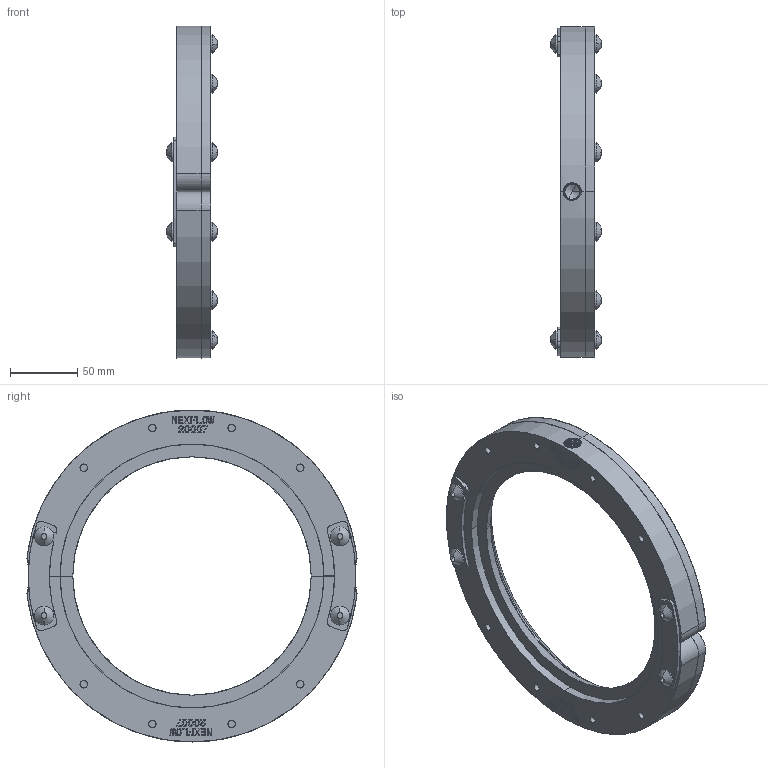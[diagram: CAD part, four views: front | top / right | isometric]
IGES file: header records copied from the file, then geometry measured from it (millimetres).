
Start section: SolidWorks IGES file using analytic representation for surfaces
Global section: file name: 20007.IGS; native system: SolidWorks 2016; preprocessor: SolidWorks 2016; author: CRMJ; date: 230427.095915; units: millimetre
Bounding box: 38.27 x 246.24 x 247.7 mm (x, y, z)
Surface area: 139729.7 mm2 (no closed solid volume)
Topology: 0 solids, 0 shells, 1194 faces, 10750 edges, 10744 vertices
Faces by surface type: bspline 936, revolution 258
